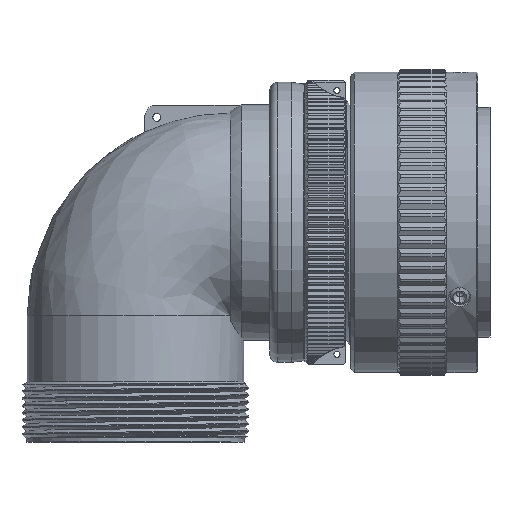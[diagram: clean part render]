
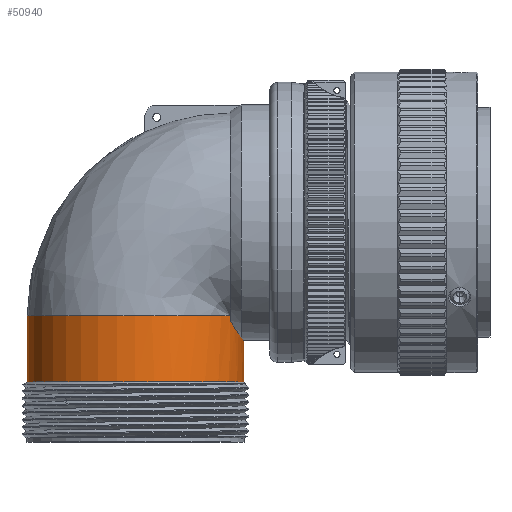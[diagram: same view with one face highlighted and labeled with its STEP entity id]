
A CAD part, top view. The second image highlights one B-rep face of the part: STEP entity #50940.
In plain terms, the highlighted cylindrical face has radius 21.12 mm (diameter 42.24 mm), a partial arc.
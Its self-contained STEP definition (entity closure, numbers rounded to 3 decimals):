
#3469=CARTESIAN_POINT('',(18.448,-19.166,10.283));
#3470=CARTESIAN_POINT('',(18.554,-19.338,10.092));
#3471=CARTESIAN_POINT('',(18.76,-19.668,9.709));
#3472=CARTESIAN_POINT('',(19.047,-20.125,9.132));
#3473=CARTESIAN_POINT('',(19.314,-20.544,8.554));
#3474=CARTESIAN_POINT('',(19.56,-20.928,7.974));
#3475=CARTESIAN_POINT('',(19.786,-21.277,7.396));
#3476=CARTESIAN_POINT('',(19.992,-21.594,6.818));
#3477=CARTESIAN_POINT('',(20.18,-21.88,6.241));
#3478=CARTESIAN_POINT('',(20.349,-22.137,5.667));
#3479=CARTESIAN_POINT('',(20.499,-22.365,5.093));
#3480=CARTESIAN_POINT('',(20.588,-22.499,4.713));
#3481=CARTESIAN_POINT('',(20.63,-22.561,4.523));
#3483=CARTESIAN_POINT('',(20.63,-22.561,4.523));
#3484=CARTESIAN_POINT('',(20.677,-22.604,4.307));
#3485=CARTESIAN_POINT('',(20.765,-22.684,3.876));
#3486=CARTESIAN_POINT('',(20.875,-22.785,3.229));
#3487=CARTESIAN_POINT('',(20.965,-22.868,2.582));
#3488=CARTESIAN_POINT('',(21.034,-22.931,1.936));
#3489=CARTESIAN_POINT('',(21.084,-22.977,1.291));
#3490=CARTESIAN_POINT('',(21.113,-23.004,
0.645));
#3491=CARTESIAN_POINT('',(21.12,-23.01,0.215));
#3492=CARTESIAN_POINT('',(21.12,-23.01,0.));
#3494=CARTESIAN_POINT('',(0.,-31.165,0.));
#3495=DIRECTION('',(0.,1.,0.));
#3496=DIRECTION('',(-1.,0.,0.));
#3497=AXIS2_PLACEMENT_3D('',#3494,#3495,#3496);
#3499=DIRECTION('',(0.,1.,0.));
#3500=VECTOR('',#3499,12.905);
#3501=CARTESIAN_POINT('',(-21.12,-31.165,0.));
#3502=LINE('2682',#3501,#3500);
#3508=DIRECTION('',(0.,-1.,0.));
#3509=VECTOR('',#3508,8.155);
#3510=CARTESIAN_POINT('',(21.12,-23.01,0.));
#3511=LINE('2678',#3510,#3509);
#3589=DIRECTION('',(0.,-1.,0.));
#3590=VECTOR('',#3589,0.906);
#3591=CARTESIAN_POINT('',(18.448,-18.26,10.283));
#3592=LINE('2683',#3591,#3590);
#3738=CARTESIAN_POINT('',(0.,-18.26,0.));
#3739=DIRECTION('',(0.,-1.,0.));
#3740=DIRECTION('',(0.873,0.,0.487));
#3741=AXIS2_PLACEMENT_3D('',#3738,#3739,#3740);
#3743=CARTESIAN_POINT('',(0.,-18.26,0.));
#3744=DIRECTION('',(0.,-1.,0.));
#3745=DIRECTION('',(0.,0.,1.));
#3746=AXIS2_PLACEMENT_3D('',#3743,#3744,#3745);
#41788=CARTESIAN_POINT('',(-21.12,-31.165,0.));
#41789=CARTESIAN_POINT('',(21.12,-31.165,0.));
#41790=VERTEX_POINT('',#41788);
#41791=VERTEX_POINT('',#41789);
#41798=VERTEX_POINT('',#3483);
#41799=VERTEX_POINT('',#3492);
#41800=VERTEX_POINT('',#3469);
#41803=CARTESIAN_POINT('',(-21.12,-18.26,0.));
#41804=VERTEX_POINT('',#41803);
#41805=CARTESIAN_POINT('',(18.448,-18.26,10.283));
#41806=VERTEX_POINT('',#41805);
#41809=CARTESIAN_POINT('',(-0.001,-18.26,21.12));
#41810=VERTEX_POINT('',#41809);
#50918=CARTESIAN_POINT('',(0.,-17.029,0.));
#50919=DIRECTION('',(0.,-1.,0.));
#50920=DIRECTION('',(-1.,0.,0.));
#50921=AXIS2_PLACEMENT_3D('',#50918,#50919,#50920);
#50922=CYLINDRICAL_SURFACE('250',#50921,21.12);
#50924=ORIENTED_EDGE('2682',*,*,#50923,.T.);
#50926=ORIENTED_EDGE('2686',*,*,#50925,.F.);
#50928=ORIENTED_EDGE('2685',*,*,#50927,.F.);
#50930=ORIENTED_EDGE('2683',*,*,#50929,.T.);
#50932=ORIENTED_EDGE('2675',*,*,#50931,.T.);
#50934=ORIENTED_EDGE('2674',*,*,#50933,.T.);
#50936=ORIENTED_EDGE('2678',*,*,#50935,.T.);
#50937=ORIENTED_EDGE('2668',*,*,#50905,.F.);
#50938=EDGE_LOOP('250',(#50924,#50926,#50928,#50930,#50932,#50934,#50936,
#50937));
#50939=FACE_OUTER_BOUND('250',#50938,.F.);
#3482=B_SPLINE_CURVE_WITH_KNOTS('2675',3,(#3469,#3470,#3471,#3472,#3473,#3474,
#3475,#3476,#3477,#3478,#3479,#3480,#3481),.UNSPECIFIED.,.F.,.F.,(4,1,1,1,1,1,1,
1,1,1,4),(0.,0.1,0.2,0.3,0.4,0.5,0.6,0.7,0.8,0.9,1.),
.UNSPECIFIED.);
#3493=B_SPLINE_CURVE_WITH_KNOTS('2674',3,(#3483,#3484,#3485,#3486,#3487,#3488,
#3489,#3490,#3491,#3492),.UNSPECIFIED.,.F.,.F.,(4,1,1,1,1,1,1,4),(0.,
0.143,0.286,0.429,0.571,
0.714,0.857,1.),.UNSPECIFIED.);
#3498=CIRCLE('2668',#3497,21.12);
#3742=CIRCLE('2685',#3741,21.12);
#3747=CIRCLE('2686',#3746,21.12);
#50905=EDGE_CURVE('2668',#41790,#41791,#3498,.T.);
#50923=EDGE_CURVE('2682',#41790,#41804,#3502,.T.);
#50925=EDGE_CURVE('2686',#41810,#41804,#3747,.T.);
#50927=EDGE_CURVE('2685',#41806,#41810,#3742,.T.);
#50929=EDGE_CURVE('2683',#41806,#41800,#3592,.T.);
#50931=EDGE_CURVE('2675',#41800,#41798,#3482,.T.);
#50933=EDGE_CURVE('2674',#41798,#41799,#3493,.T.);
#50935=EDGE_CURVE('2678',#41799,#41791,#3511,.T.);
#50940=ADVANCED_FACE('250',(#50939),#50922,.T.);
